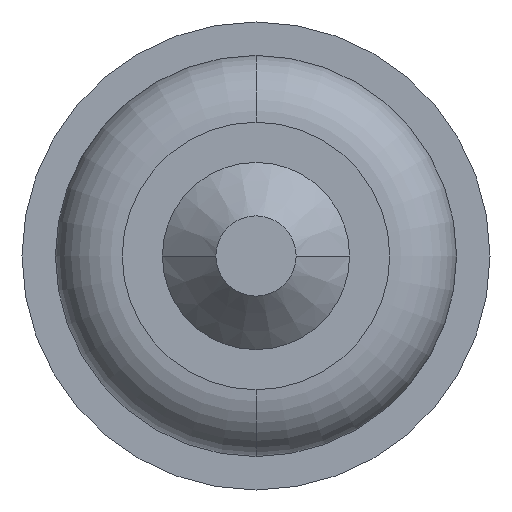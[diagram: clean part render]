
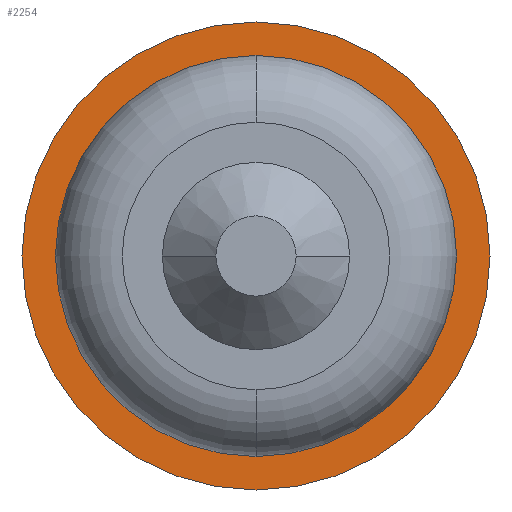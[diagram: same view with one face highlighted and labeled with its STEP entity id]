
A CAD part, front view. The second image highlights one B-rep face of the part: STEP entity #2254.
In plain terms, the highlighted planar face has unit normal (0, -1, 0).
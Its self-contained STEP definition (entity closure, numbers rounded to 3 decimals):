
#239 = DIRECTION ( 'NONE',  ( 0., -1., 0. ) ) ;
#277 = CARTESIAN_POINT ( 'NONE',  ( 0., 17., 0. ) ) ;
#394 = ORIENTED_EDGE ( 'NONE', *, *, #2234, .F. ) ;
#658 = CIRCLE ( 'NONE', #1652, 1.75 ) ;
#707 = VERTEX_POINT ( 'NONE', #2708 ) ;
#801 = CARTESIAN_POINT ( 'NONE',  ( 1.5, 17., 0. ) ) ;
#809 = CARTESIAN_POINT ( 'NONE',  ( 0., 17., 0. ) ) ;
#815 = DIRECTION ( 'NONE',  ( 0., 0., -1. ) ) ;
#850 = VERTEX_POINT ( 'NONE', #1588 ) ;
#901 = CARTESIAN_POINT ( 'NONE',  ( 0., 17., 0. ) ) ;
#1108 = DIRECTION ( 'NONE',  ( 0., 0., -1. ) ) ;
#1129 = ORIENTED_EDGE ( 'NONE', *, *, #2739, .T. ) ;
#1168 = EDGE_LOOP ( 'NONE', ( #3057, #394 ) ) ;
#1564 = EDGE_LOOP ( 'NONE', ( #1129, #2794 ) ) ;
#1569 = VERTEX_POINT ( 'NONE', #3741 ) ;
#1575 = CIRCLE ( 'NONE', #2712, 1.5 ) ;
#1588 = CARTESIAN_POINT ( 'NONE',  ( 0., 17., -1.5 ) ) ;
#1649 = EDGE_CURVE ( 'Defeature ausgef�hrt1_1+Defeature ausgef�hrt1_2+Defeature ausgef�hrt1_2+Defeature ausgef�hrt1_2', #850, #3869, #1575, .T. ) ;
#1652 = AXIS2_PLACEMENT_3D ( 'NONE', #901, #3337, #3349 ) ;
#1721 = PLANE ( 'NONE',  #2741 ) ;
#1809 = FACE_OUTER_BOUND ( 'NONE', #1564, .T. ) ;
#1858 = FACE_BOUND ( 'NONE', #1168, .T. ) ;
#2138 = CIRCLE ( 'NONE', #3752, 1.5 ) ;
#2234 = EDGE_CURVE ( 'Defeature ausgef�hrt1_1+Defeature ausgef�hrt1_2+Defeature ausgef�hrt1_2+Defeature ausgef�hrt1_2', #3869, #850, #2138, .T. ) ;
#2254 = ADVANCED_FACE ( 'Defeature ausgef�hrt1_2', ( #1809, #1858 ), #1721, .T. ) ;
#2375 = CIRCLE ( 'NONE', #2490, 1.75 ) ;
#2490 = AXIS2_PLACEMENT_3D ( 'NONE', #809, #3528, #3829 ) ;
#2708 = CARTESIAN_POINT ( 'NONE',  ( 0., 17., 1.75 ) ) ;
#2712 = AXIS2_PLACEMENT_3D ( 'NONE', #3176, #3217, #1108 ) ;
#2739 = EDGE_CURVE ( 'Defeature ausgef�hrt1_2+Defeature ausgef�hrt1_3+Defeature ausgef�hrt1_3+Defeature ausgef�hrt1_3', #1569, #707, #658, .T. ) ;
#2741 = AXIS2_PLACEMENT_3D ( 'NONE', #801, #239, #3808 ) ;
#2794 = ORIENTED_EDGE ( 'NONE', *, *, #3289, .T. ) ;
#2933 = DIRECTION ( 'NONE',  ( 0., -1., 0. ) ) ;
#3057 = ORIENTED_EDGE ( 'NONE', *, *, #1649, .F. ) ;
#3176 = CARTESIAN_POINT ( 'NONE',  ( 0., 17., 0. ) ) ;
#3217 = DIRECTION ( 'NONE',  ( 0., -1., 0. ) ) ;
#3289 = EDGE_CURVE ( 'Defeature ausgef�hrt1_2+Defeature ausgef�hrt1_3+Defeature ausgef�hrt1_3+Defeature ausgef�hrt1_3', #707, #1569, #2375, .T. ) ;
#3337 = DIRECTION ( 'NONE',  ( 0., -1., 0. ) ) ;
#3349 = DIRECTION ( 'NONE',  ( 0., 0., -1. ) ) ;
#3528 = DIRECTION ( 'NONE',  ( 0., -1., 0. ) ) ;
#3648 = CARTESIAN_POINT ( 'NONE',  ( 0., 17., 1.5 ) ) ;
#3741 = CARTESIAN_POINT ( 'NONE',  ( 0., 17., -1.75 ) ) ;
#3752 = AXIS2_PLACEMENT_3D ( 'NONE', #277, #2933, #815 ) ;
#3808 = DIRECTION ( 'NONE',  ( 0., 0., -1. ) ) ;
#3829 = DIRECTION ( 'NONE',  ( 0., 0., -1. ) ) ;
#3869 = VERTEX_POINT ( 'NONE', #3648 ) ;
